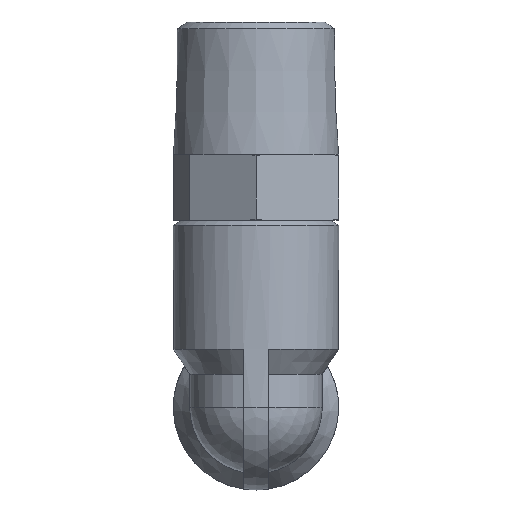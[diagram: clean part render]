
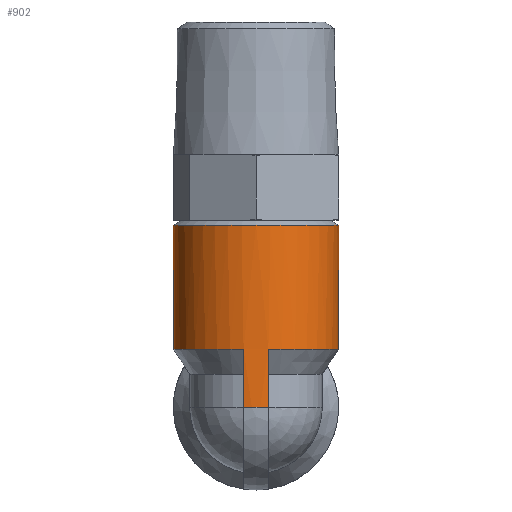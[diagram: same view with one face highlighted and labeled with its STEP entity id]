
A CAD part, left-side view. The second image highlights one B-rep face of the part: STEP entity #902.
In plain terms, the highlighted cylindrical face has radius 5 mm (diameter 10 mm), a full revolution.
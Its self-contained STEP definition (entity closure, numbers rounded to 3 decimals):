
#49=B_SPLINE_CURVE_WITH_KNOTS('',3,(#1428,#1429,#1430,#1431),
 .UNSPECIFIED.,.F.,.F.,(4,4),(0.003,0.005),
 .UNSPECIFIED.);
#50=B_SPLINE_CURVE_WITH_KNOTS('',3,(#1441,#1442,#1443,#1444),
 .UNSPECIFIED.,.F.,.F.,(4,4),(0.008,0.01),
 .UNSPECIFIED.);
#101=LINE('',#1436,#136);
#102=LINE('',#1440,#137);
#103=LINE('',#1448,#138);
#104=LINE('',#1452,#139);
#136=VECTOR('',#1135,1000.);
#137=VECTOR('',#1138,1000.);
#138=VECTOR('',#1141,1000.);
#139=VECTOR('',#1144,1000.);
#172=ELLIPSE('',#991,7.071,5.);
#173=ELLIPSE('',#992,7.071,5.);
#174=ELLIPSE('',#993,7.071,5.);
#192=ORIENTED_EDGE('',*,*,#445,.F.);
#193=ORIENTED_EDGE('',*,*,#446,.F.);
#194=ORIENTED_EDGE('',*,*,#447,.T.);
#195=ORIENTED_EDGE('',*,*,#448,.T.);
#196=ORIENTED_EDGE('',*,*,#449,.T.);
#197=ORIENTED_EDGE('',*,*,#450,.F.);
#198=ORIENTED_EDGE('',*,*,#443,.T.);
#199=ORIENTED_EDGE('',*,*,#451,.F.);
#200=ORIENTED_EDGE('',*,*,#452,.F.);
#201=ORIENTED_EDGE('',*,*,#453,.F.);
#202=ORIENTED_EDGE('',*,*,#454,.F.);
#203=ORIENTED_EDGE('',*,*,#455,.T.);
#204=ORIENTED_EDGE('',*,*,#456,.F.);
#443=EDGE_CURVE('',#570,#569,#656,.T.);
#445=EDGE_CURVE('',#571,#571,#657,.T.);
#446=EDGE_CURVE('',#572,#573,#49,.T.);
#447=EDGE_CURVE('',#572,#574,#658,.T.);
#448=EDGE_CURVE('',#574,#575,#101,.T.);
#449=EDGE_CURVE('',#575,#576,#659,.T.);
#450=EDGE_CURVE('',#570,#576,#102,.T.);
#451=EDGE_CURVE('',#577,#569,#50,.T.);
#452=EDGE_CURVE('',#578,#577,#172,.F.);
#453=EDGE_CURVE('',#579,#578,#103,.F.);
#454=EDGE_CURVE('',#580,#579,#173,.T.);
#455=EDGE_CURVE('',#580,#581,#104,.F.);
#456=EDGE_CURVE('',#573,#581,#174,.F.);
#569=VERTEX_POINT('',#1418);
#570=VERTEX_POINT('',#1420);
#571=VERTEX_POINT('',#1427);
#572=VERTEX_POINT('',#1432);
#573=VERTEX_POINT('',#1433);
#574=VERTEX_POINT('',#1435);
#575=VERTEX_POINT('',#1437);
#576=VERTEX_POINT('',#1439);
#577=VERTEX_POINT('',#1445);
#578=VERTEX_POINT('',#1447);
#579=VERTEX_POINT('',#1449);
#580=VERTEX_POINT('',#1451);
#581=VERTEX_POINT('',#1453);
#656=CIRCLE('',#986,5.);
#657=CIRCLE('',#988,5.);
#658=CIRCLE('',#989,5.);
#659=CIRCLE('',#990,5.);
#710=EDGE_LOOP('',(#192));
#711=EDGE_LOOP('',(#193,#194,#195,#196,#197,#198,#199,#200,#201,#202,#203,
#204));
#800=FACE_BOUND('',#710,.T.);
#801=FACE_BOUND('',#711,.T.);
#888=CYLINDRICAL_SURFACE('',#987,5.);
#902=ADVANCED_FACE('',(#800,#801),#888,.T.);
#986=AXIS2_PLACEMENT_3D('',#1419,#1127,#1128);
#987=AXIS2_PLACEMENT_3D('',#1425,#1129,#1130);
#988=AXIS2_PLACEMENT_3D('',#1426,#1131,#1132);
#989=AXIS2_PLACEMENT_3D('',#1434,#1133,#1134);
#990=AXIS2_PLACEMENT_3D('',#1438,#1136,#1137);
#991=AXIS2_PLACEMENT_3D('',#1446,#1139,#1140);
#992=AXIS2_PLACEMENT_3D('',#1450,#1142,#1143);
#993=AXIS2_PLACEMENT_3D('',#1454,#1145,#1146);
#1127=DIRECTION('',(0.,0.,1.));
#1128=DIRECTION('',(1.,0.,0.));
#1129=DIRECTION('',(0.,0.,1.));
#1130=DIRECTION('',(1.,0.,0.));
#1131=DIRECTION('',(0.,0.,1.));
#1132=DIRECTION('',(1.,0.,0.));
#1133=DIRECTION('',(0.,0.,1.));
#1134=DIRECTION('',(1.,0.,0.));
#1135=DIRECTION('',(0.,0.,-1.));
#1136=DIRECTION('',(0.,0.,1.));
#1137=DIRECTION('',(1.,0.,0.));
#1138=DIRECTION('',(0.,0.,-1.));
#1139=DIRECTION('',(-0.707,0.,0.707));
#1140=DIRECTION('',(0.707,0.,0.707));
#1141=DIRECTION('',(0.,0.,1.));
#1142=DIRECTION('',(-0.707,0.,-0.707));
#1143=DIRECTION('',(-0.707,0.,0.707));
#1144=DIRECTION('',(0.,0.,1.));
#1145=DIRECTION('',(-0.707,0.,0.707));
#1146=DIRECTION('',(0.707,0.,0.707));
#1418=CARTESIAN_POINT('',(4.113,-2.843,3.5));
#1419=CARTESIAN_POINT('',(0.,0.,3.5));
#1420=CARTESIAN_POINT('',(-4.943,-0.75,3.5));
#1425=CARTESIAN_POINT('',(0.,0.,23.3));
#1426=CARTESIAN_POINT('',(0.,0.,11.));
#1427=CARTESIAN_POINT('',(5.,0.,11.));
#1428=CARTESIAN_POINT('',(4.113,2.843,3.5));
#1429=CARTESIAN_POINT('',(4.394,2.436,4.071));
#1430=CARTESIAN_POINT('',(4.68,1.892,4.564));
#1431=CARTESIAN_POINT('',(4.85,1.216,4.85));
#1432=CARTESIAN_POINT('',(4.113,2.843,3.5));
#1433=CARTESIAN_POINT('',(4.85,1.216,4.85));
#1434=CARTESIAN_POINT('',(0.,0.,3.5));
#1435=CARTESIAN_POINT('',(-4.943,0.75,3.5));
#1436=CARTESIAN_POINT('',(-4.943,0.75,3.5));
#1437=CARTESIAN_POINT('',(-4.943,0.75,0.));
#1438=CARTESIAN_POINT('',(0.,0.,0.));
#1439=CARTESIAN_POINT('',(-4.943,-0.75,0.));
#1440=CARTESIAN_POINT('',(-4.943,-0.75,3.5));
#1441=CARTESIAN_POINT('',(4.85,-1.216,4.85));
#1442=CARTESIAN_POINT('',(4.679,-1.897,4.562));
#1443=CARTESIAN_POINT('',(4.395,-2.435,4.072));
#1444=CARTESIAN_POINT('',(4.113,-2.843,3.5));
#1445=CARTESIAN_POINT('',(4.85,-1.216,4.85));
#1446=CARTESIAN_POINT('',(0.,0.,0.));
#1447=CARTESIAN_POINT('',(4.943,-0.75,4.943));
#1448=CARTESIAN_POINT('',(4.943,-0.75,23.3));
#1449=CARTESIAN_POINT('',(4.943,-0.75,7.077));
#1450=CARTESIAN_POINT('',(0.,0.,12.021));
#1451=CARTESIAN_POINT('',(4.943,0.75,7.077));
#1452=CARTESIAN_POINT('',(4.943,0.75,23.3));
#1453=CARTESIAN_POINT('',(4.943,0.75,4.943));
#1454=CARTESIAN_POINT('',(0.,0.,0.));
